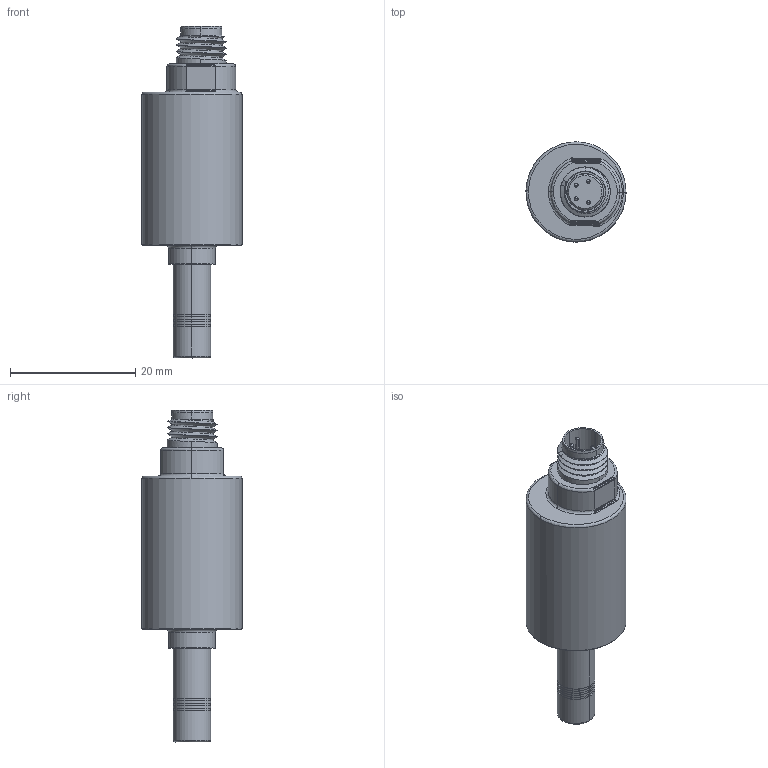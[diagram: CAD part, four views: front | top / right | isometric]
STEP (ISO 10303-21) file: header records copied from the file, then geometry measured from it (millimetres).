
FILE_DESCRIPTION(/* description */ ('Alibre Inc.'),/* implementation_level */ '2;1');
FILE_NAME(/* name */ 'export0',/* time_stamp */ '2018-06-14T14:48:01+02:00',/* author */ (''),/* organization */ (''),/* preprocessor_version */ 'ST-DEVELOPER v17',/* originating_system */ 'Alibre',/* authorisation */ '');
FILE_SCHEMA (('CONFIG_CONTROL_DESIGN'));
Length unit declared in the file: millimetre
Products named in the file (2): ID_1; ID_2
Bounding box: 16 x 16 x 53.06 mm (x, y, z)
Volume: 3247.1 mm3; surface area: 4883.6 mm2
Topology: 2 solids, 2 shells, 245 faces, 605 edges, 379 vertices
Faces by surface type: cylinder 125, plane 49, bspline 25, cone 24, torus 14, sphere 8
Full cylindrical faces by diameter (mm): 16 x1
Entity records: 10328 total; most frequent: CARTESIAN_POINT 4393, ORIENTED_EDGE 1204, DIRECTION 1196, EDGE_CURVE 602, AXIS2_PLACEMENT_3D 526, VERTEX_POINT 389, CIRCLE 300, EDGE_LOOP 277
